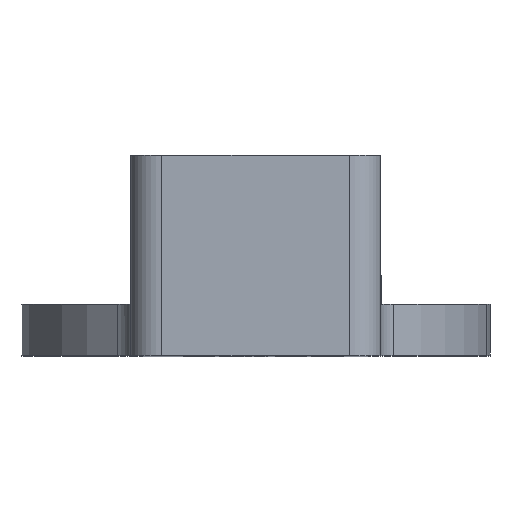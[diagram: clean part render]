
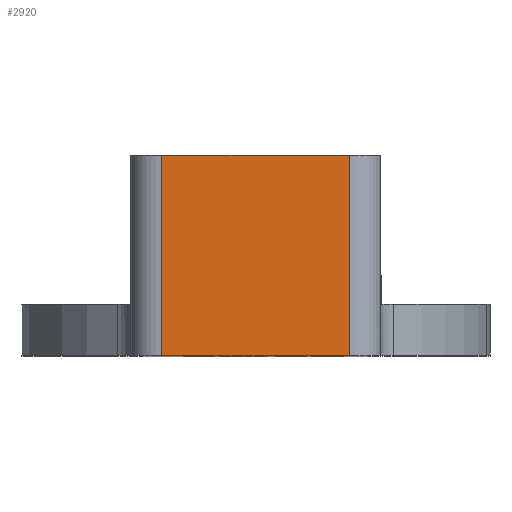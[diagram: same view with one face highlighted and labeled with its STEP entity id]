
A CAD part, top view. The second image highlights one B-rep face of the part: STEP entity #2920.
In plain terms, the highlighted planar face has unit normal (0, 0, 1).
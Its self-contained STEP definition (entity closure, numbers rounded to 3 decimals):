
#127=PLANE('',#3038);
#273=FACE_OUTER_BOUND('',#439,.T.);
#439=EDGE_LOOP('',(#2578,#2579,#2580,#2581));
#678=LINE('',#5507,#942);
#688=LINE('',#5536,#952);
#689=LINE('',#5540,#953);
#690=LINE('',#5541,#954);
#942=VECTOR('',#3424,10.);
#952=VECTOR('',#3452,10.);
#953=VECTOR('',#3457,10.);
#954=VECTOR('',#3458,10.);
#1367=VERTEX_POINT('',#5447);
#1384=VERTEX_POINT('',#5505);
#1394=VERTEX_POINT('',#5535);
#1395=VERTEX_POINT('',#5539);
#1787=EDGE_CURVE('',#1384,#1367,#678,.T.);
#1800=EDGE_CURVE('',#1367,#1394,#688,.T.);
#1802=EDGE_CURVE('',#1395,#1384,#689,.T.);
#1803=EDGE_CURVE('',#1395,#1394,#690,.T.);
#2578=ORIENTED_EDGE('',*,*,#1800,.F.);
#2579=ORIENTED_EDGE('',*,*,#1787,.F.);
#2580=ORIENTED_EDGE('',*,*,#1802,.F.);
#2581=ORIENTED_EDGE('',*,*,#1803,.T.);
#2920=ADVANCED_FACE('',(#273),#127,.T.);
#3038=AXIS2_PLACEMENT_3D('',#5538,#3455,#3456);
#3424=DIRECTION('',(-1.,0.,0.));
#3452=DIRECTION('',(0.,1.,0.));
#3455=DIRECTION('center_axis',(0.,0.,
1.));
#3456=DIRECTION('ref_axis',(0.,1.,0.));
#3457=DIRECTION('',(0.,-1.,0.));
#3458=DIRECTION('',(-1.,0.,0.));
#5447=CARTESIAN_POINT('',(-6.,-6.7,18.));
#5505=CARTESIAN_POINT('',(6.,-6.7,18.));
#5507=CARTESIAN_POINT('',(15.,-6.7,18.));
#5535=CARTESIAN_POINT('',(-6.,6.1,18.));
#5536=CARTESIAN_POINT('',(-6.,-6.7,18.));
#5538=CARTESIAN_POINT('Origin',(15.,-6.7,18.));
#5539=CARTESIAN_POINT('',(6.,6.1,18.));
#5540=CARTESIAN_POINT('',(6.,-6.7,18.));
#5541=CARTESIAN_POINT('',(15.,6.1,18.));
